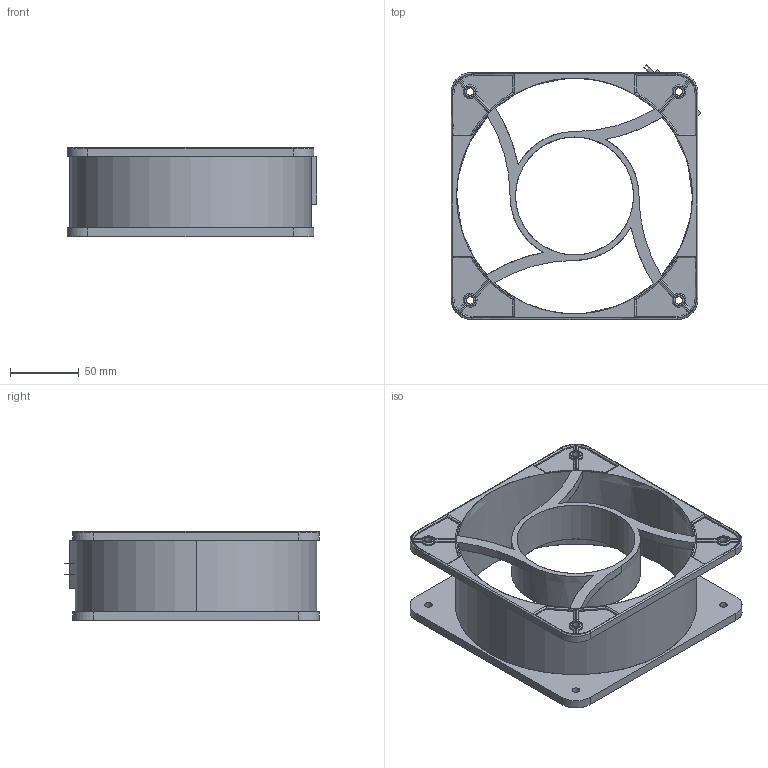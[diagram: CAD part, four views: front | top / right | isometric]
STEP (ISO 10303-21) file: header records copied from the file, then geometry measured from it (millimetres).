
FILE_DESCRIPTION(('FreeCAD Model'),'2;1');
FILE_NAME('OA180ANL.stp', '2020-01-14T08:32:49',('Author'),(''), 'Open CASCADE STEP processor 7.3','FreeCAD','Unknown');
FILE_SCHEMA(('AUTOMOTIVE_DESIGN { 1 0 10303 214 1 1 1 1 }'));
Products named in the file (3): OA180A*L_Frame; Terminal1; Terminal2
Bounding box: 182.17 x 185.92 x 65 mm (x, y, z)
Surface area: 134202.2 mm2 (no closed solid volume)
Topology: 0 solids, 237 shells, 237 faces, 3050 edges, 3050 vertices
Faces by surface type: bspline 133, revolution 104
Entity records: 51243 total; most frequent: CARTESIAN_POINT 20489, B_SPLINE_CURVE_WITH_KNOTS 5122, ORIENTED_EDGE 3050, EDGE_CURVE 3050, VERTEX_POINT 3050, SURFACE_CURVE 3050, PCURVE 3050, DEFINITIONAL_REPRESENTATION 3050
